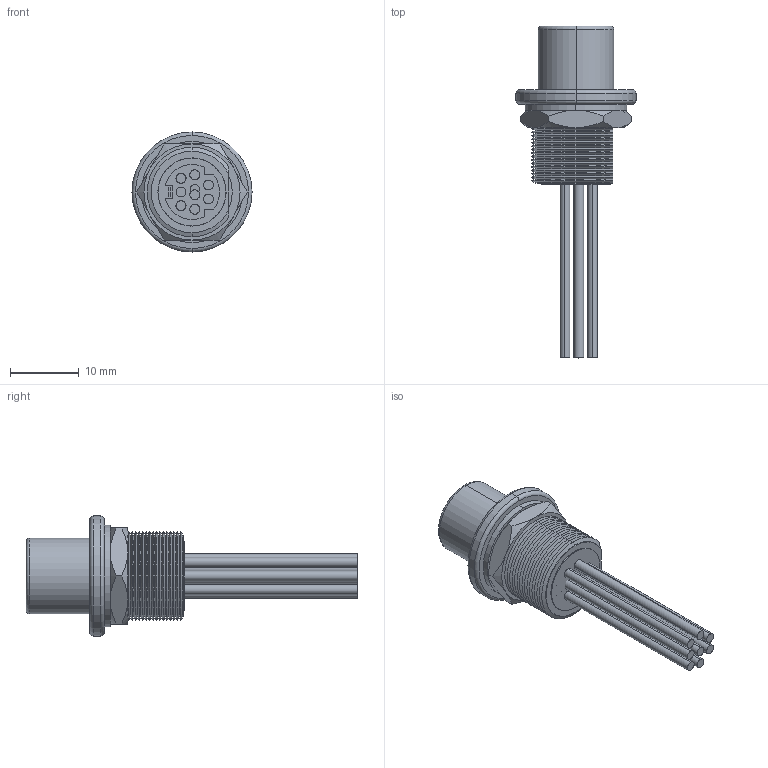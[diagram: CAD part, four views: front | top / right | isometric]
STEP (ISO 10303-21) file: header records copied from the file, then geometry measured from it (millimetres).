
FILE_DESCRIPTION (( 'STEP AP214' ), '1' );
FILE_NAME ('MD88FJF.STEP', '2019-06-27T19:51:56', ( '' ), ( '' ), 'SwSTEP 2.0', 'SolidWorks 2018', '' );
FILE_SCHEMA (( 'AUTOMOTIVE_DESIGN' ));
Length unit declared in the file: inch
Products named in the file (7): 3AA02-008; 3AB10-001_MD88FJF; 3AC03-002; 3AA03-005; MD44FJF-MA1; md88fj insulator_no pin marking; MD88FJF
Assembly tree (13 placements, depth 2):
  MD88FJF
    3AB10-001_MD88FJF
    3AA03-005
    3AA02-008
    md88fj insulator_no pin marking
    3AC03-002  x8
    MD44FJF-MA1
Bounding box: 17.45 x 48.26 x 17.45 mm (x, y, z)
Volume: 2835.4 mm3; surface area: 5284.9 mm2
Topology: 13 solids, 13 shells, 624 faces, 1501 edges, 950 vertices
Faces by surface type: plane 206, cylinder 202, cone 147, bspline 63, torus 6
Entity records: 21926 total; most frequent: CARTESIAN_POINT 7427, ORIENTED_EDGE 2834, DIRECTION 2674, EDGE_CURVE 1417, AXIS2_PLACEMENT_3D 969, VERTEX_POINT 894, VECTOR 736, LINE 736
